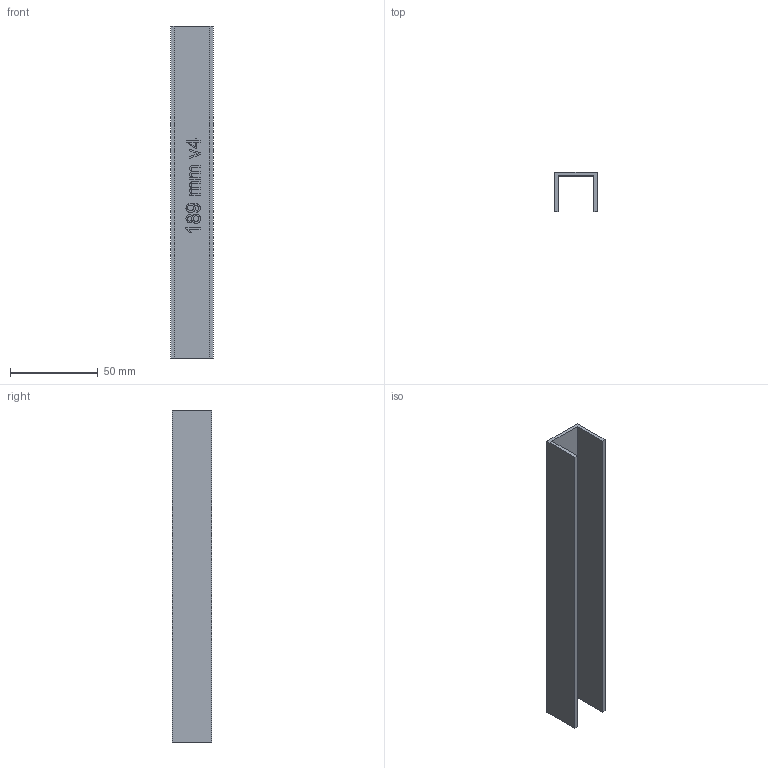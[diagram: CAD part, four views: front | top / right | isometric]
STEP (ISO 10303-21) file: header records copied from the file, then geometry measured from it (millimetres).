
FILE_DESCRIPTION(/* description */ (''),/* implementation_level */ '2;1');
FILE_NAME(/* name */ '2020 Shelf Bracket Spacer v5.step',/* time_stamp */ '2025-10-13T18:48:57-07:00',/* author */ (''),/* organization */ (''),/* preprocessor_version */ 'ST-DEVELOPER v20.1',/* originating_system */ 'Autodesk Translation Framework v14.17.0.0',/* authorisation */ '');
FILE_SCHEMA (('AUTOMOTIVE_DESIGN { 1 0 10303 214 3 1 1 }'));
Length unit declared in the file: millimetre
Products named in the file (2): 2020 Shelf Bracket Spacer; Spacer
Assembly tree (1 placements, depth 2):
  2020 Shelf Bracket Spacer
    Spacer
Bounding box: 24.4 x 22.4 x 189 mm (x, y, z)
Volume: 24528.2 mm3; surface area: 25924.4 mm2
Topology: 1 solids, 1 shells, 172 faces, 477 edges, 318 vertices
Faces by surface type: bspline 102, plane 70
Entity records: 6454 total; most frequent: CARTESIAN_POINT 2704, ORIENTED_EDGE 954, EDGE_CURVE 477, DIRECTION 419, VERTEX_POINT 318, LINE 273, VECTOR 273, B_SPLINE_CURVE_WITH_KNOTS 204
